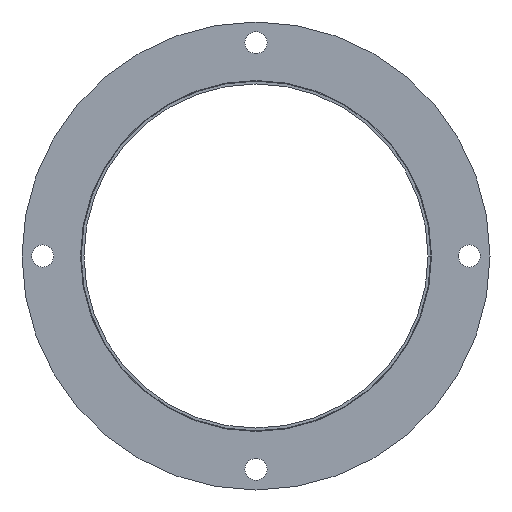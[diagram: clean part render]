
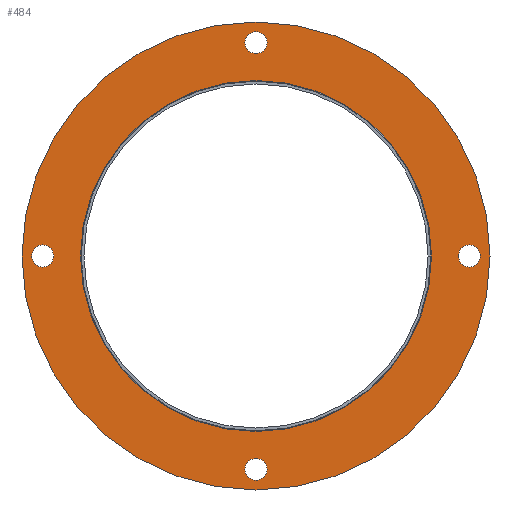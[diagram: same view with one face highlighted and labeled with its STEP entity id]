
A CAD part, front view. The second image highlights one B-rep face of the part: STEP entity #484.
In plain terms, the highlighted face is planar.
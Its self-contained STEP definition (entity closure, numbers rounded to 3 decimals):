
#30=FACE_BOUND('',#128,.T.);
#31=FACE_BOUND('',#129,.T.);
#32=FACE_BOUND('',#130,.T.);
#33=FACE_BOUND('',#131,.T.);
#34=FACE_BOUND('',#132,.T.);
#86=FACE_OUTER_BOUND('',#127,.T.);
#127=EDGE_LOOP('',(#411));
#128=EDGE_LOOP('',(#412));
#129=EDGE_LOOP('',(#413));
#130=EDGE_LOOP('',(#414));
#131=EDGE_LOOP('',(#415));
#132=EDGE_LOOP('',(#416));
#154=CIRCLE('',#533,63.75);
#156=CIRCLE('',#536,4.);
#158=CIRCLE('',#539,4.);
#160=CIRCLE('',#542,4.);
#162=CIRCLE('',#545,4.);
#164=CIRCLE('',#548,85.);
#238=VERTEX_POINT('',#807);
#240=VERTEX_POINT('',#812);
#242=VERTEX_POINT('',#817);
#244=VERTEX_POINT('',#822);
#246=VERTEX_POINT('',#827);
#248=VERTEX_POINT('',#832);
#294=EDGE_CURVE('',#238,#238,#154,.T.);
#296=EDGE_CURVE('',#240,#240,#156,.T.);
#298=EDGE_CURVE('',#242,#242,#158,.T.);
#300=EDGE_CURVE('',#244,#244,#160,.T.);
#302=EDGE_CURVE('',#246,#246,#162,.T.);
#304=EDGE_CURVE('',#248,#248,#164,.T.);
#411=ORIENTED_EDGE('',*,*,#304,.T.);
#412=ORIENTED_EDGE('',*,*,#294,.T.);
#413=ORIENTED_EDGE('',*,*,#296,.T.);
#414=ORIENTED_EDGE('',*,*,#298,.T.);
#415=ORIENTED_EDGE('',*,*,#300,.T.);
#416=ORIENTED_EDGE('',*,*,#302,.T.);
#430=PLANE('',#550);
#484=ADVANCED_FACE('',(#86,#30,#31,#32,#33,#34),#430,.T.);
#533=AXIS2_PLACEMENT_3D('',#808,#670,#671);
#536=AXIS2_PLACEMENT_3D('',#813,#676,#677);
#539=AXIS2_PLACEMENT_3D('',#818,#682,#683);
#542=AXIS2_PLACEMENT_3D('',#823,#688,#689);
#545=AXIS2_PLACEMENT_3D('',#828,#694,#695);
#548=AXIS2_PLACEMENT_3D('',#833,#700,#701);
#550=AXIS2_PLACEMENT_3D('',#835,#704,#705);
#670=DIRECTION('center_axis',(0.,0.,1.));
#671=DIRECTION('ref_axis',(-1.,0.,0.));
#676=DIRECTION('center_axis',(0.,0.,1.));
#677=DIRECTION('ref_axis',(-1.,0.,0.));
#682=DIRECTION('center_axis',(0.,0.,1.));
#683=DIRECTION('ref_axis',(-1.,0.,0.));
#688=DIRECTION('center_axis',(0.,0.,1.));
#689=DIRECTION('ref_axis',(-1.,0.,0.));
#694=DIRECTION('center_axis',(0.,0.,1.));
#695=DIRECTION('ref_axis',(-1.,0.,0.));
#700=DIRECTION('center_axis',(0.,0.,-1.));
#701=DIRECTION('ref_axis',(-1.,0.,0.));
#704=DIRECTION('center_axis',(0.,0.,-1.));
#705=DIRECTION('ref_axis',(-1.,0.,0.));
#807=CARTESIAN_POINT('',(63.75,0.,0.));
#808=CARTESIAN_POINT('Origin',(0.,0.,0.));
#812=CARTESIAN_POINT('',(81.5,0.,0.));
#813=CARTESIAN_POINT('Origin',(77.5,0.,0.));
#817=CARTESIAN_POINT('',(4.,-77.5,0.));
#818=CARTESIAN_POINT('Origin',(0.,-77.5,0.));
#822=CARTESIAN_POINT('',(-73.5,0.,0.));
#823=CARTESIAN_POINT('Origin',(-77.5,0.,0.));
#827=CARTESIAN_POINT('',(4.,77.5,0.));
#828=CARTESIAN_POINT('Origin',(0.,77.5,0.));
#832=CARTESIAN_POINT('',(85.,0.,0.));
#833=CARTESIAN_POINT('Origin',(0.,0.,0.));
#835=CARTESIAN_POINT('Origin',(0.,0.,0.));
